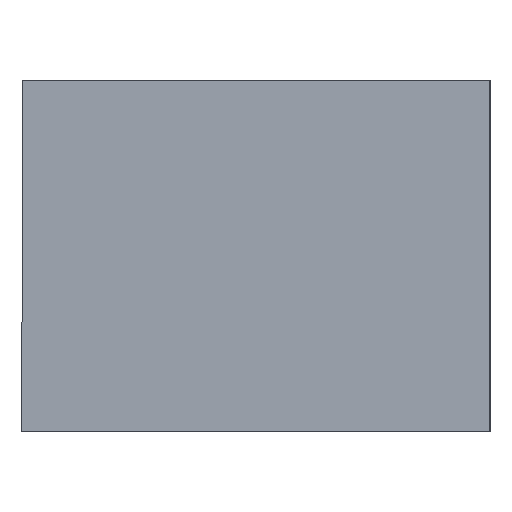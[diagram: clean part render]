
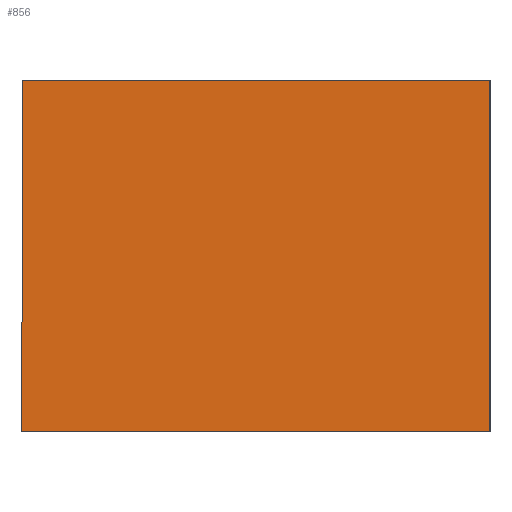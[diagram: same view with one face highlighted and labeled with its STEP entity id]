
A CAD part, left-side view. The second image highlights one B-rep face of the part: STEP entity #856.
In plain terms, the highlighted planar face has unit normal (-1, 0, 0).
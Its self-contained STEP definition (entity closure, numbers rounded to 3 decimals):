
#49 = VECTOR ( 'NONE', #545, 1000. ) ;
#61 = EDGE_CURVE ( 'NONE', #390, #816, #514, .T. ) ;
#70 = PLANE ( 'NONE',  #552 ) ;
#83 = FACE_OUTER_BOUND ( 'NONE', #381, .T. ) ;
#86 = VECTOR ( 'NONE', #238, 1000. ) ;
#216 = CARTESIAN_POINT ( 'NONE',  ( -1., -0.4, 0. ) ) ;
#223 = ORIENTED_EDGE ( 'NONE', *, *, #519, .T. ) ;
#238 = DIRECTION ( 'NONE',  ( 0., 0., 1. ) ) ;
#275 = DIRECTION ( 'NONE',  ( 1., 0., 0. ) ) ;
#300 = DIRECTION ( 'NONE',  ( 0., 0., -1. ) ) ;
#318 = DIRECTION ( 'NONE',  ( 0., 1., 0. ) ) ;
#350 = ORIENTED_EDGE ( 'NONE', *, *, #761, .F. ) ;
#357 = VERTEX_POINT ( 'NONE', #825 ) ;
#361 = CARTESIAN_POINT ( 'NONE',  ( -1., -0.4, -0.6 ) ) ;
#373 = CARTESIAN_POINT ( 'NONE',  ( -1., -0.4, -0.44 ) ) ;
#377 = VECTOR ( 'NONE', #318, 1000. ) ;
#381 = EDGE_LOOP ( 'NONE', ( #419, #879, #223, #350 ) ) ;
#385 = EDGE_CURVE ( 'NONE', #816, #795, #640, .T. ) ;
#390 = VERTEX_POINT ( 'NONE', #687 ) ;
#419 = ORIENTED_EDGE ( 'NONE', *, *, #61, .T. ) ;
#452 = VECTOR ( 'NONE', #300, 1000. ) ;
#514 = LINE ( 'NONE', #373, #86 ) ;
#519 = EDGE_CURVE ( 'NONE', #795, #357, #626, .T. ) ;
#545 = DIRECTION ( 'NONE',  ( 0., 1., 0. ) ) ;
#552 = AXIS2_PLACEMENT_3D ( 'NONE', #823, #275, #679 ) ;
#563 = CARTESIAN_POINT ( 'NONE',  ( -1., 0.4, -0.44 ) ) ;
#593 = LINE ( 'NONE', #361, #49 ) ;
#617 = CARTESIAN_POINT ( 'NONE',  ( -1., 0., 0. ) ) ;
#626 = LINE ( 'NONE', #563, #452 ) ;
#640 = LINE ( 'NONE', #617, #377 ) ;
#679 = DIRECTION ( 'NONE',  ( 0., 0., -1. ) ) ;
#687 = CARTESIAN_POINT ( 'NONE',  ( -1., -0.4, -0.6 ) ) ;
#761 = EDGE_CURVE ( 'NONE', #390, #357, #593, .T. ) ;
#795 = VERTEX_POINT ( 'NONE', #822 ) ;
#816 = VERTEX_POINT ( 'NONE', #216 ) ;
#822 = CARTESIAN_POINT ( 'NONE',  ( -1., 0.4, 0. ) ) ;
#823 = CARTESIAN_POINT ( 'NONE',  ( -1., -0.4, -0.44 ) ) ;
#825 = CARTESIAN_POINT ( 'NONE',  ( -1., 0.4, -0.6 ) ) ;
#856 = ADVANCED_FACE ( 'NONE', ( #83 ), #70, .F. ) ;
#879 = ORIENTED_EDGE ( 'NONE', *, *, #385, .T. ) ;
